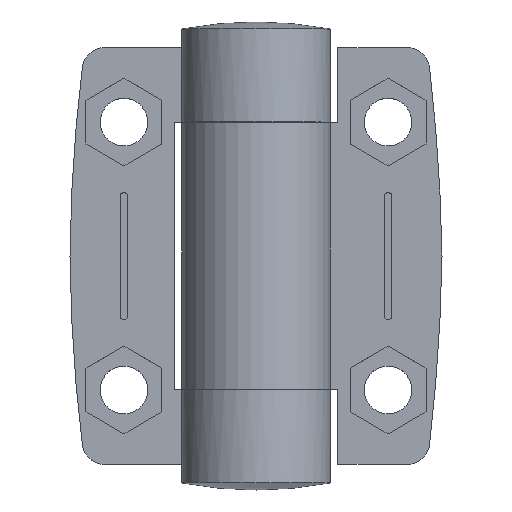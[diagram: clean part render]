
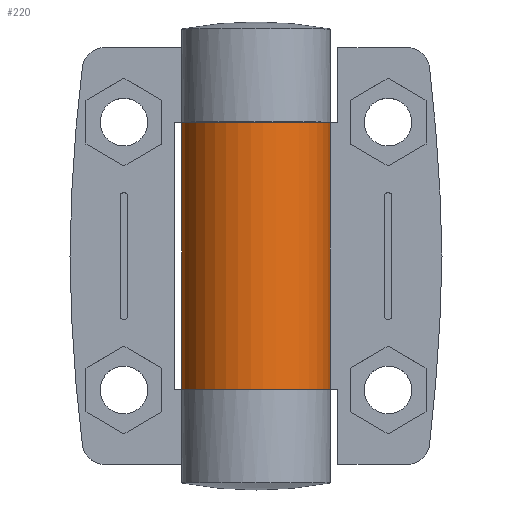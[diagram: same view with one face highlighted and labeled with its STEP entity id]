
A CAD part, top view. The second image highlights one B-rep face of the part: STEP entity #220.
In plain terms, the highlighted cylindrical face has radius 10 mm (diameter 20 mm), a partial arc.
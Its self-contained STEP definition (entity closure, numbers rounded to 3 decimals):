
#220 = ADVANCED_FACE( '', ( #545 ), #546, .T. );
#545 = FACE_OUTER_BOUND( '', #990, .T. );
#546 = CYLINDRICAL_SURFACE( '', #991, 10. );
#990 = EDGE_LOOP( '', ( #1605, #1606, #1607, #1608 ) );
#991 = AXIS2_PLACEMENT_3D( '', #1609, #1610, #1611 );
#1605 = ORIENTED_EDGE( '', *, *, #2704, .T. );
#1606 = ORIENTED_EDGE( '', *, *, #2705, .F. );
#1607 = ORIENTED_EDGE( '', *, *, #2706, .F. );
#1608 = ORIENTED_EDGE( '', *, *, #2707, .T. );
#1609 = CARTESIAN_POINT( '', ( 0., 17.9, 0. ) );
#1610 = DIRECTION( '', ( 0., 1., 0. ) );
#1611 = DIRECTION( '', ( 0., 0., -1. ) );
#2704 = EDGE_CURVE( '', #3292, #3293, #3294, .T. );
#2705 = EDGE_CURVE( '', #3295, #3293, #3296, .T. );
#2706 = EDGE_CURVE( '', #3297, #3295, #3298, .T. );
#2707 = EDGE_CURVE( '', #3297, #3292, #3299, .T. );
#3292 = VERTEX_POINT( '', #4103 );
#3293 = VERTEX_POINT( '', #4104 );
#3294 = CIRCLE( '', #4105, 10. );
#3295 = VERTEX_POINT( '', #4106 );
#3296 = LINE( '', #4107, #4108 );
#3297 = VERTEX_POINT( '', #4109 );
#3298 = CIRCLE( '', #4110, 10. );
#3299 = LINE( '', #4111, #4112 );
#4103 = CARTESIAN_POINT( '', ( -3.049, -17.9, -9.524 ) );
#4104 = CARTESIAN_POINT( '', ( 9.682, -17.9, -2.5 ) );
#4105 = AXIS2_PLACEMENT_3D( '', #4873, #4874, #4875 );
#4106 = CARTESIAN_POINT( '', ( 9.682, 17.9, -2.5 ) );
#4107 = CARTESIAN_POINT( '', ( 9.682, 17.9, -2.5 ) );
#4108 = VECTOR( '', #4876, 1000. );
#4109 = CARTESIAN_POINT( '', ( -3.049, 17.9, -9.524 ) );
#4110 = AXIS2_PLACEMENT_3D( '', #4877, #4878, #4879 );
#4111 = CARTESIAN_POINT( '', ( -3.049, 17.9, -9.524 ) );
#4112 = VECTOR( '', #4880, 1000. );
#4873 = CARTESIAN_POINT( '', ( 0., -17.9, 0. ) );
#4874 = DIRECTION( '', ( 0., 1., 0. ) );
#4875 = DIRECTION( '', ( 1., 0., 0. ) );
#4876 = DIRECTION( '', ( 0., -1., 0. ) );
#4877 = CARTESIAN_POINT( '', ( 0., 17.9, 0. ) );
#4878 = DIRECTION( '', ( 0., 1., 0. ) );
#4879 = DIRECTION( '', ( 1., 0., 0. ) );
#4880 = DIRECTION( '', ( 0., -1., 0. ) );
